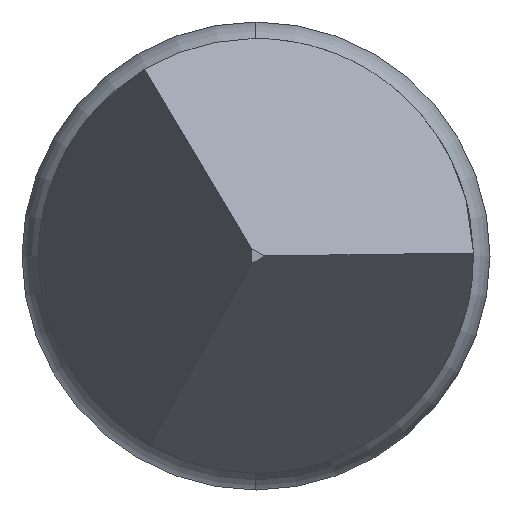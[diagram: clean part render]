
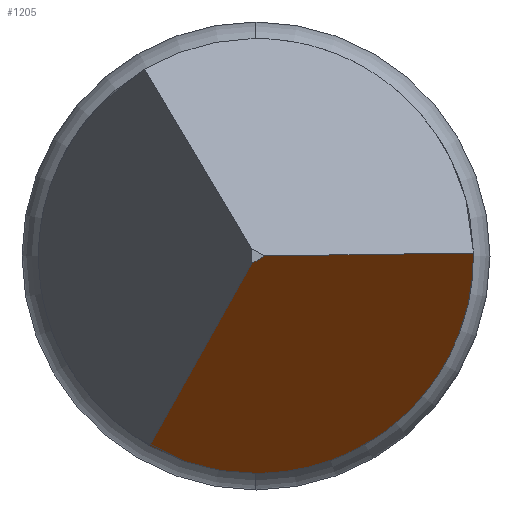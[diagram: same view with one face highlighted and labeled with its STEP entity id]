
A CAD part, left-side view. The second image highlights one B-rep face of the part: STEP entity #1205.
In plain terms, the highlighted planar face has unit normal (-0.446, -0.458, -0.769).
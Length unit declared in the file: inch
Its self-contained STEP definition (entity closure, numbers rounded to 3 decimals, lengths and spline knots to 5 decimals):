
#2 = CARTESIAN_POINT ( 'NONE',  ( -0.05995, -0.39988, 0.00543 ) ) ;
#3 = EDGE_CURVE ( 'NONE', #994, #700, #1135, .T. ) ;
#14 = EDGE_CURVE ( 'NONE', #924, #812, #77, .T. ) ;
#40 = CARTESIAN_POINT ( 'NONE',  ( -0.41758, -0.00034, -0.025 ) ) ;
#77 = LINE ( 'NONE', #2, #1310 ) ;
#86 = EDGE_CURVE ( 'NONE', #1250, #812, #1164, .T. ) ;
#97 = CARTESIAN_POINT ( 'NONE',  ( -0.40289, -0.01498, -0.0248 ) ) ;
#103 = CARTESIAN_POINT ( 'NONE',  ( -0.41758, -0.00034, -0.025 ) ) ;
#113 = CARTESIAN_POINT ( 'NONE',  ( -0.43593, -0.025, 0.00034 ) ) ;
#200 = CARTESIAN_POINT ( 'NONE',  ( -0.46, 0.79425, -0.47363 ) ) ;
#266 = EDGE_CURVE ( 'NONE', #700, #924, #431, .T. ) ;
#288 = EDGE_LOOP ( 'NONE', ( #799, #1177, #777, #1113, #322 ) ) ;
#311 = DIRECTION ( 'NONE',  ( -0.708, -0.345, 0.616 ) ) ;
#315 = CARTESIAN_POINT ( 'NONE',  ( -0.8608, -0.19463, 0.34793 ) ) ;
#322 = ORIENTED_EDGE ( 'NONE', *, *, #266, .F. ) ;
#340 = DIRECTION ( 'NONE',  ( 0.708, -0.706, 0.01 ) ) ;
#431 = LINE ( 'NONE', #774, #482 ) ;
#432 = DIRECTION ( 'NONE',  ( 0., 0.859, -0.512 ) ) ;
#452 = AXIS2_PLACEMENT_3D ( 'NONE', #200, #579, #432 ) ;
#482 = VECTOR ( 'NONE', #779, 39.37008 ) ;
#489 = CARTESIAN_POINT ( 'NONE',  ( -0.43593, 0.01221, -0.02182 ) ) ;
#534 = FACE_OUTER_BOUND ( 'NONE', #288, .T. ) ;
#579 = DIRECTION ( 'NONE',  ( -0.446, -0.458, -0.769 ) ) ;
#700 = VERTEX_POINT ( 'NONE', #1288 ) ;
#774 = CARTESIAN_POINT ( 'NONE',  ( -0.46, 0.79425, -0.47363 ) ) ;
#777 = ORIENTED_EDGE ( 'NONE', *, *, #86, .T. ) ;
#779 = DIRECTION ( 'NONE',  ( 0., -0.859, 0.512 ) ) ;
#799 = ORIENTED_EDGE ( 'NONE', *, *, #3, .F. ) ;
#812 = VERTEX_POINT ( 'NONE', #1185 ) ;
#923 = CARTESIAN_POINT ( 'NONE',  ( -0.41049, -0.0252, -0.0143 ) ) ;
#924 = VERTEX_POINT ( 'NONE', #928 ) ;
#928 = CARTESIAN_POINT ( 'NONE',  ( -0.46, -0.001, 0.00001 ) ) ;
#994 = VERTEX_POINT ( 'NONE', #489 ) ;
#996 = PLANE ( 'NONE',  #452 ) ;
#1113 = ORIENTED_EDGE ( 'NONE', *, *, #14, .F. ) ;
#1135 = LINE ( 'NONE', #315, #1296 ) ;
#1164 =( BOUNDED_CURVE ( )  B_SPLINE_CURVE ( 3, ( #103, #97, #923, #113 ),
 .UNSPECIFIED., .F., .T. ) 
 B_SPLINE_CURVE_WITH_KNOTS ( ( 4, 4 ),
 ( 2.61799, 4.18879 ),
 .UNSPECIFIED. ) 
 CURVE ( )  GEOMETRIC_REPRESENTATION_ITEM ( )  RATIONAL_B_SPLINE_CURVE ( ( 1., 0.805, 0.805, 1. ) ) 
 REPRESENTATION_ITEM ( '' )  );
#1177 = ORIENTED_EDGE ( 'NONE', *, *, #1282, .T. ) ;
#1185 = CARTESIAN_POINT ( 'NONE',  ( -0.43593, -0.025, 0.00034 ) ) ;
#1205 = ADVANCED_FACE ( 'NONE', ( #534 ), #996, .T. ) ;
#1243 =( BOUNDED_CURVE ( )  B_SPLINE_CURVE ( 3, ( #1352, #1373, #1324, #1320 ),
 .UNSPECIFIED., .F., .F. ) 
 B_SPLINE_CURVE_WITH_KNOTS ( ( 4, 4 ),
 ( 2.0944, 2.61799 ),
 .UNSPECIFIED. ) 
 CURVE ( )  GEOMETRIC_REPRESENTATION_ITEM ( )  RATIONAL_B_SPLINE_CURVE ( ( 1., 0.977, 0.977, 1. ) ) 
 REPRESENTATION_ITEM ( '' )  );
#1250 = VERTEX_POINT ( 'NONE', #40 ) ;
#1282 = EDGE_CURVE ( 'NONE', #994, #1250, #1243, .T. ) ;
#1288 = CARTESIAN_POINT ( 'NONE',  ( -0.46, 0.00049, -0.00087 ) ) ;
#1296 = VECTOR ( 'NONE', #311, 39.37008 ) ;
#1310 = VECTOR ( 'NONE', #340, 39.37008 ) ;
#1320 = CARTESIAN_POINT ( 'NONE',  ( -0.41758, -0.00034, -0.025 ) ) ;
#1324 = CARTESIAN_POINT ( 'NONE',  ( -0.422, 0.00407, -0.02506 ) ) ;
#1352 = CARTESIAN_POINT ( 'NONE',  ( -0.43593, 0.01221, -0.02182 ) ) ;
#1373 = CARTESIAN_POINT ( 'NONE',  ( -0.42826, 0.00835, -0.02397 ) ) ;
